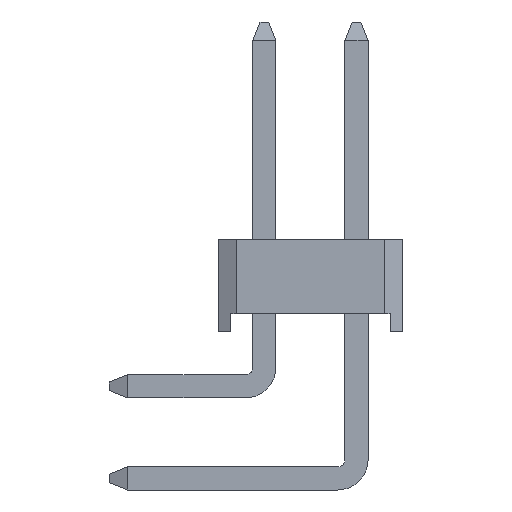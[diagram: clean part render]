
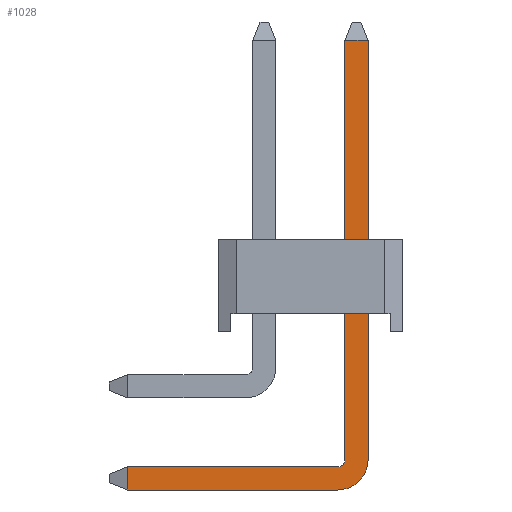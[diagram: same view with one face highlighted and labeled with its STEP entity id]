
A CAD part, left-side view. The second image highlights one B-rep face of the part: STEP entity #1028.
In plain terms, the highlighted planar face has unit normal (-1, 0, 0).
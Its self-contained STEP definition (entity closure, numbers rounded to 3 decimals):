
#1028=ADVANCED_FACE('',(#2045),#2046,.T.);
#2045=FACE_OUTER_BOUND('',#3132,.T.);
#2046=PLANE('',#3133);
#3132=EDGE_LOOP('',(#5757,#5758,#5759,#5760,#5761,#5762,#5763,#5764));
#3133=AXIS2_PLACEMENT_3D('',#5765,#5766,#5767);
#5757=ORIENTED_EDGE('',*,*,#6976,.F.);
#5758=ORIENTED_EDGE('',*,*,#6239,.T.);
#5759=ORIENTED_EDGE('',*,*,#6322,.F.);
#5760=ORIENTED_EDGE('',*,*,#7136,.F.);
#5761=ORIENTED_EDGE('',*,*,#6329,.F.);
#5762=ORIENTED_EDGE('',*,*,#6668,.T.);
#5763=ORIENTED_EDGE('',*,*,#6854,.F.);
#5764=ORIENTED_EDGE('',*,*,#6814,.F.);
#5765=CARTESIAN_POINT('',(-6.67,-0.75,-4.79));
#5766=DIRECTION('',(-1.0,0.0,0.0));
#5767=DIRECTION('',(0.0,0.0,1.0));
#6239=EDGE_CURVE('',#7403,#7401,#7404,.T.);
#6322=EDGE_CURVE('',#7551,#7401,#7552,.T.);
#6329=EDGE_CURVE('',#7562,#7564,#7565,.T.);
#6668=EDGE_CURVE('',#7562,#8116,#8118,.T.);
#6814=EDGE_CURVE('',#8342,#8343,#8344,.T.);
#6854=EDGE_CURVE('',#8343,#8116,#8399,.T.);
#6976=EDGE_CURVE('',#7403,#8342,#8554,.T.);
#7136=EDGE_CURVE('',#7564,#7551,#8758,.T.);
#7401=VERTEX_POINT('',#9067);
#7403=VERTEX_POINT('',#9070);
#7404=LINE('',#9071,#9072);
#7551=VERTEX_POINT('',#9284);
#7552=LINE('',#9285,#9286);
#7562=VERTEX_POINT('',#9300);
#7564=VERTEX_POINT('',#9303);
#7565=LINE('',#9304,#9305);
#8116=VERTEX_POINT('',#10102);
#8118=LINE('',#10105,#10106);
#8342=VERTEX_POINT('',#10449);
#8343=VERTEX_POINT('',#10450);
#8344=CIRCLE('',#10451,0.84);
#8399=LINE('',#10531,#10532);
#8554=LINE('',#10765,#10766);
#8758=CIRCLE('',#11071,0.2);
#9067=CARTESIAN_POINT('',(-6.67,-0.95,6.77));
#9070=CARTESIAN_POINT('',(-6.67,-1.59,6.77));
#9071=CARTESIAN_POINT('',(-6.67,-0.95,6.77));
#9072=VECTOR('',#11433,1000.0);
#9284=CARTESIAN_POINT('',(-6.67,-0.95,-4.79));
#9285=CARTESIAN_POINT('',(-6.67,-0.95,-4.79));
#9286=VECTOR('',#11505,1000.0);
#9300=CARTESIAN_POINT('',(-6.67,5.04,-4.99));
#9303=CARTESIAN_POINT('',(-6.67,-0.75,-4.99));
#9304=CARTESIAN_POINT('',(-6.67,5.54,-4.99));
#9305=VECTOR('',#11511,1000.0);
#10102=CARTESIAN_POINT('',(-6.67,5.04,-5.63));
#10105=CARTESIAN_POINT('',(-6.67,5.04,-5.63));
#10106=VECTOR('',#11813,1000.0);
#10449=CARTESIAN_POINT('',(-6.67,-1.59,-4.79));
#10450=CARTESIAN_POINT('',(-6.67,-0.75,-5.63));
#10451=AXIS2_PLACEMENT_3D('',#11942,#11943,#11944);
#10531=CARTESIAN_POINT('',(-6.67,5.54,-5.63));
#10532=VECTOR('',#11982,1000.0);
#10765=CARTESIAN_POINT('',(-6.67,-1.59,-4.79));
#10766=VECTOR('',#12076,1000.0);
#11071=AXIS2_PLACEMENT_3D('',#12190,#12191,#12192);
#11433=DIRECTION('',(0.0,1.0,0.0));
#11505=DIRECTION('',(0.0,0.0,1.0));
#11511=DIRECTION('',(0.0,-1.0,0.));
#11813=DIRECTION('',(0.0,0.0,-1.0));
#11942=CARTESIAN_POINT('',(-6.67,-0.75,-4.79));
#11943=DIRECTION('',(1.0,0.0,0.0));
#11944=DIRECTION('',(0.0,1.0,0.0));
#11982=DIRECTION('',(0.0,1.0,0.));
#12076=DIRECTION('',(0.0,0.,-1.0));
#12190=CARTESIAN_POINT('',(-6.67,-0.75,-4.79));
#12191=DIRECTION('',(-1.0,0.0,0.0));
#12192=DIRECTION('',(0.0,1.0,0.0));
